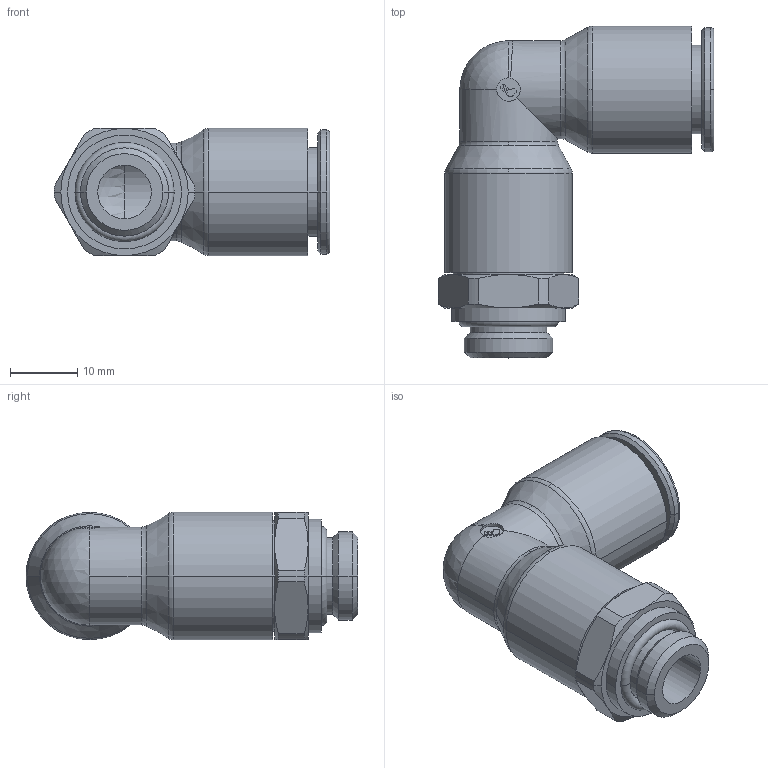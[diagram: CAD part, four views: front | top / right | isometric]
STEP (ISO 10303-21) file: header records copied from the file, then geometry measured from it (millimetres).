
FILE_DESCRIPTION(('STEP AP214'),'1');
FILE_NAME('3169_12_13.stp','2016-07-07T14:53:05',('TraceParts'),('TraceParts S.A.'),'Spatial InterOp 3D',' ',' ');
FILE_SCHEMA(('automotive_design'));
Length unit declared in the file: millimetre
Products named in the file (1): 1
Bounding box: 41.13 x 49.52 x 19 mm (x, y, z)
Volume: 8983.2 mm3; surface area: 7292.6 mm2
Topology: 1 solids, 1 shells, 118 faces, 301 edges, 187 vertices
Faces by surface type: cylinder 42, plane 33, cone 26, torus 12, sphere 5
Entity records: 4015 total; most frequent: CARTESIAN_POINT 1140, DIRECTION 651, ORIENTED_EDGE 584, EDGE_CURVE 292, AXIS2_PLACEMENT_3D 275, VERTEX_POINT 187, CIRCLE 152, EDGE_LOOP 131
